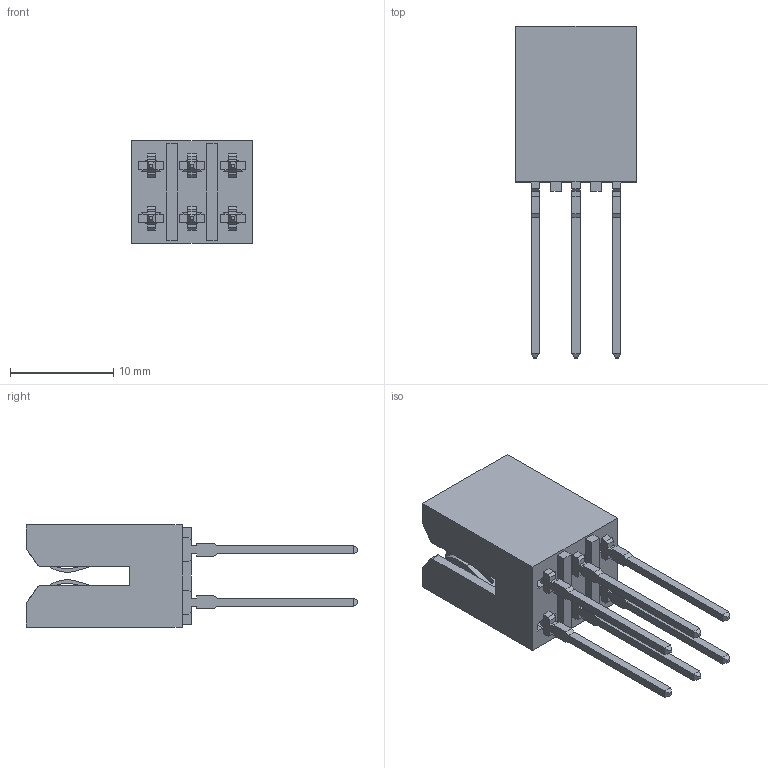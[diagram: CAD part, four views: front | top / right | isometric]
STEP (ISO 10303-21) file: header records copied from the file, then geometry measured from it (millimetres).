
FILE_DESCRIPTION (( 'STEP AP214' ), '1' );
FILE_NAME ('368-006-540-201.STEP', '2021-11-15T21:54:26', ( '' ), ( '' ), 'SwSTEP 2.0', 'SolidWorks 2020', '' );
FILE_SCHEMA (( 'AUTOMOTIVE_DESIGN' ));
Length unit declared in the file: millimetre
Products named in the file (3): 368-006-540-201; 368-290-002 - (Assy State)_368-290-001; 368-210-001
Assembly tree (7 placements, depth 2):
  368-006-540-201
    368-210-001
    368-290-002 - (Assy State)_368-290-001  x6
Bounding box: 11.63 x 32.16 x 9.91 mm (x, y, z)
Volume: 1169.2 mm3; surface area: 2531.6 mm2
Topology: 7 solids, 7 shells, 560 faces, 1554 edges, 1004 vertices
Faces by surface type: plane 464, cylinder 72, bspline 24
Entity records: 8819 total; most frequent: CARTESIAN_POINT 1638, ORIENTED_EDGE 1538, DIRECTION 1365, EDGE_CURVE 769, VECTOR 703, LINE 703, VERTEX_POINT 504, AXIS2_PLACEMENT_3D 331
